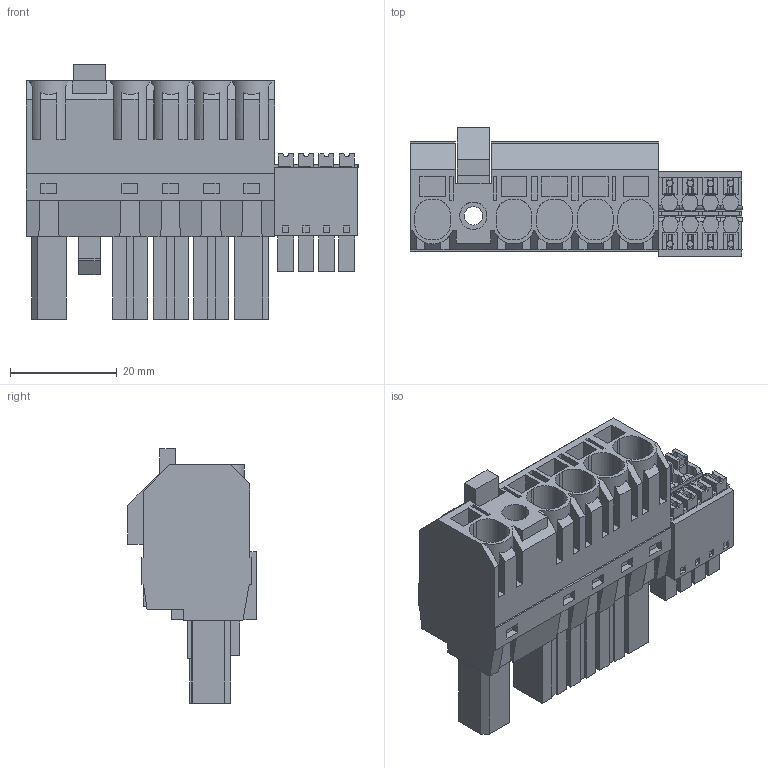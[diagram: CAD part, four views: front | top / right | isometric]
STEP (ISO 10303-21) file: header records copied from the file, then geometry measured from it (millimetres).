
FILE_DESCRIPTION(('CATIA V5 STEP Exchange','CAx-IF Rec.Pracs.--- Model Styling and Organization---1.4--- 2014-01-23'),'2;1');
FILE_NAME ('155560-4_0_2628410000_2628410000.stp','2023-09-07T12:52:24+00:00',('none'),('Weidmueller'),'CATIA Version 5-6 Release 2016 SP3 HF44','CATIA V5 STEP AP214','none');
FILE_SCHEMA(('AUTOMOTIVE_DESIGN { 1 0 10303 214 1 1 1 1 }'));
Length unit declared in the file: millimetre
Products named in the file (1): 2628410000
Bounding box: 62.27 x 24.13 x 47.7 mm (x, y, z)
Volume: 29088.5 mm3; surface area: 15159.2 mm2
Topology: 10 solids, 10 shells, 967 faces, 2708 edges, 1813 vertices
Faces by surface type: plane 868, cylinder 99
Entity records: 29123 total; most frequent: CARTESIAN_POINT 5802, ORIENTED_EDGE 5416, DIRECTION 3780, EDGE_CURVE 2708, VECTOR 2406, LINE 2406, VERTEX_POINT 1813, EDGE_LOOP 1037
